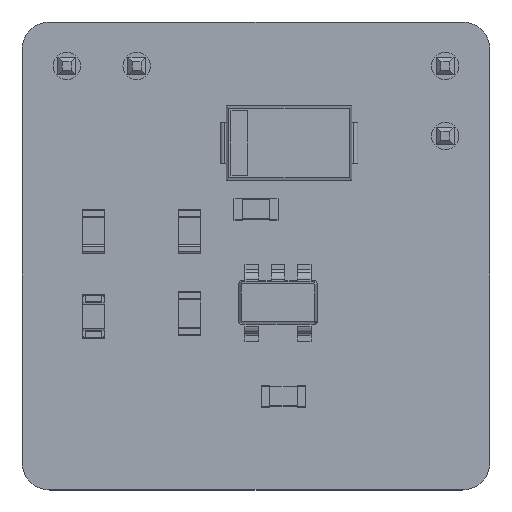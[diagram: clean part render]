
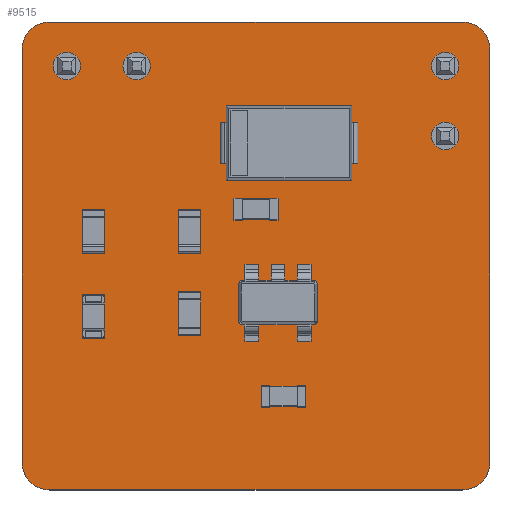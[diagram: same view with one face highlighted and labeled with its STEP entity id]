
A CAD part, top view. The second image highlights one B-rep face of the part: STEP entity #9515.
In plain terms, the highlighted planar face has unit normal (0, 0, 1).
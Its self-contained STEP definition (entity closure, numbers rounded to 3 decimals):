
#9322 = VERTEX_POINT('',#9323);
#9323 = CARTESIAN_POINT('',(126.,-90.,1.6));
#9329 = EDGE_CURVE('',#9322,#9330,#9332,.T.);
#9330 = VERTEX_POINT('',#9331);
#9331 = CARTESIAN_POINT('',(127.,-91.,1.6));
#9332 = CIRCLE('',#9333,1.);
#9333 = AXIS2_PLACEMENT_3D('',#9334,#9335,#9336);
#9334 = CARTESIAN_POINT('',(126.,-91.,1.6));
#9335 = DIRECTION('',(0.,0.,-1.));
#9336 = DIRECTION('',(0.,1.,0.));
#9364 = VERTEX_POINT('',#9365);
#9365 = CARTESIAN_POINT('',(111.,-90.,1.6));
#9371 = EDGE_CURVE('',#9364,#9322,#9372,.T.);
#9372 = LINE('',#9373,#9374);
#9373 = CARTESIAN_POINT('',(111.,-90.,1.6));
#9374 = VECTOR('',#9375,1.);
#9375 = DIRECTION('',(1.,0.,0.));
#9393 = EDGE_CURVE('',#9330,#9394,#9396,.T.);
#9394 = VERTEX_POINT('',#9395);
#9395 = CARTESIAN_POINT('',(127.,-106.,1.6));
#9396 = LINE('',#9397,#9398);
#9397 = CARTESIAN_POINT('',(127.,-91.,1.6));
#9398 = VECTOR('',#9399,1.);
#9399 = DIRECTION('',(0.,-1.,0.));
#9515 = ADVANCED_FACE('',(#9516,#9562,#9573,#9584,#9595),#9606,.T.);
#9516 = FACE_BOUND('',#9517,.T.);
#9517 = EDGE_LOOP('',(#9518,#9519,#9520,#9529,#9537,#9546,#9554,#9561));
#9518 = ORIENTED_EDGE('',*,*,#9329,.F.);
#9519 = ORIENTED_EDGE('',*,*,#9371,.F.);
#9520 = ORIENTED_EDGE('',*,*,#9521,.F.);
#9521 = EDGE_CURVE('',#9522,#9364,#9524,.T.);
#9522 = VERTEX_POINT('',#9523);
#9523 = CARTESIAN_POINT('',(110.,-91.,1.6));
#9524 = CIRCLE('',#9525,1.);
#9525 = AXIS2_PLACEMENT_3D('',#9526,#9527,#9528);
#9526 = CARTESIAN_POINT('',(111.,-91.,1.6));
#9527 = DIRECTION('',(0.,0.,-1.));
#9528 = DIRECTION('',(-1.,0.,-0.));
#9529 = ORIENTED_EDGE('',*,*,#9530,.F.);
#9530 = EDGE_CURVE('',#9531,#9522,#9533,.T.);
#9531 = VERTEX_POINT('',#9532);
#9532 = CARTESIAN_POINT('',(110.,-106.,1.6));
#9533 = LINE('',#9534,#9535);
#9534 = CARTESIAN_POINT('',(110.,-106.,1.6));
#9535 = VECTOR('',#9536,1.);
#9536 = DIRECTION('',(0.,1.,0.));
#9537 = ORIENTED_EDGE('',*,*,#9538,.F.);
#9538 = EDGE_CURVE('',#9539,#9531,#9541,.T.);
#9539 = VERTEX_POINT('',#9540);
#9540 = CARTESIAN_POINT('',(111.,-107.,1.6));
#9541 = CIRCLE('',#9542,1.);
#9542 = AXIS2_PLACEMENT_3D('',#9543,#9544,#9545);
#9543 = CARTESIAN_POINT('',(111.,-106.,1.6));
#9544 = DIRECTION('',(0.,0.,-1.));
#9545 = DIRECTION('',(0.,-1.,0.));
#9546 = ORIENTED_EDGE('',*,*,#9547,.F.);
#9547 = EDGE_CURVE('',#9548,#9539,#9550,.T.);
#9548 = VERTEX_POINT('',#9549);
#9549 = CARTESIAN_POINT('',(126.,-107.,1.6));
#9550 = LINE('',#9551,#9552);
#9551 = CARTESIAN_POINT('',(126.,-107.,1.6));
#9552 = VECTOR('',#9553,1.);
#9553 = DIRECTION('',(-1.,0.,0.));
#9554 = ORIENTED_EDGE('',*,*,#9555,.F.);
#9555 = EDGE_CURVE('',#9394,#9548,#9556,.T.);
#9556 = CIRCLE('',#9557,1.);
#9557 = AXIS2_PLACEMENT_3D('',#9558,#9559,#9560);
#9558 = CARTESIAN_POINT('',(126.,-106.,1.6));
#9559 = DIRECTION('',(0.,0.,-1.));
#9560 = DIRECTION('',(1.,0.,0.));
#9561 = ORIENTED_EDGE('',*,*,#9393,.F.);
#9562 = FACE_BOUND('',#9563,.T.);
#9563 = EDGE_LOOP('',(#9564));
#9564 = ORIENTED_EDGE('',*,*,#9565,.T.);
#9565 = EDGE_CURVE('',#9566,#9566,#9568,.T.);
#9566 = VERTEX_POINT('',#9567);
#9567 = CARTESIAN_POINT('',(125.375,-94.64,1.6));
#9568 = CIRCLE('',#9569,0.5);
#9569 = AXIS2_PLACEMENT_3D('',#9570,#9571,#9572);
#9570 = CARTESIAN_POINT('',(125.375,-94.14,1.6));
#9571 = DIRECTION('',(-0.,0.,-1.));
#9572 = DIRECTION('',(-0.,-1.,0.));
#9573 = FACE_BOUND('',#9574,.T.);
#9574 = EDGE_LOOP('',(#9575));
#9575 = ORIENTED_EDGE('',*,*,#9576,.T.);
#9576 = EDGE_CURVE('',#9577,#9577,#9579,.T.);
#9577 = VERTEX_POINT('',#9578);
#9578 = CARTESIAN_POINT('',(111.625,-92.1,1.6));
#9579 = CIRCLE('',#9580,0.5);
#9580 = AXIS2_PLACEMENT_3D('',#9581,#9582,#9583);
#9581 = CARTESIAN_POINT('',(111.625,-91.6,1.6));
#9582 = DIRECTION('',(-0.,0.,-1.));
#9583 = DIRECTION('',(-0.,-1.,0.));
#9584 = FACE_BOUND('',#9585,.T.);
#9585 = EDGE_LOOP('',(#9586));
#9586 = ORIENTED_EDGE('',*,*,#9587,.T.);
#9587 = EDGE_CURVE('',#9588,#9588,#9590,.T.);
#9588 = VERTEX_POINT('',#9589);
#9589 = CARTESIAN_POINT('',(114.165,-92.1,1.6));
#9590 = CIRCLE('',#9591,0.5);
#9591 = AXIS2_PLACEMENT_3D('',#9592,#9593,#9594);
#9592 = CARTESIAN_POINT('',(114.165,-91.6,1.6));
#9593 = DIRECTION('',(-0.,0.,-1.));
#9594 = DIRECTION('',(-0.,-1.,0.));
#9595 = FACE_BOUND('',#9596,.T.);
#9596 = EDGE_LOOP('',(#9597));
#9597 = ORIENTED_EDGE('',*,*,#9598,.T.);
#9598 = EDGE_CURVE('',#9599,#9599,#9601,.T.);
#9599 = VERTEX_POINT('',#9600);
#9600 = CARTESIAN_POINT('',(125.375,-92.1,1.6));
#9601 = CIRCLE('',#9602,0.5);
#9602 = AXIS2_PLACEMENT_3D('',#9603,#9604,#9605);
#9603 = CARTESIAN_POINT('',(125.375,-91.6,1.6));
#9604 = DIRECTION('',(-0.,0.,-1.));
#9605 = DIRECTION('',(-0.,-1.,0.));
#9606 = PLANE('',#9607);
#9607 = AXIS2_PLACEMENT_3D('',#9608,#9609,#9610);
#9608 = CARTESIAN_POINT('',(0.,0.,1.6));
#9609 = DIRECTION('',(0.,0.,1.));
#9610 = DIRECTION('',(1.,0.,-0.));
